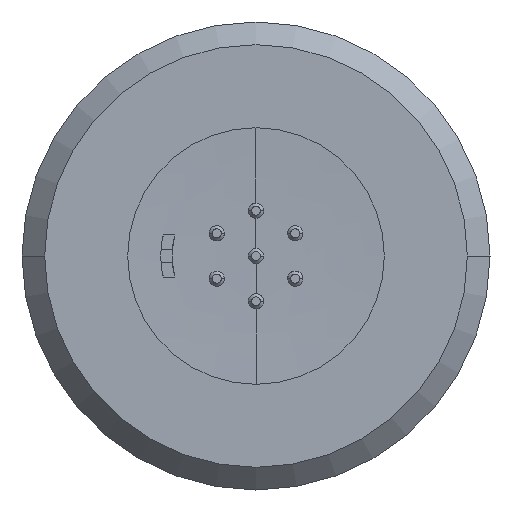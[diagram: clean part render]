
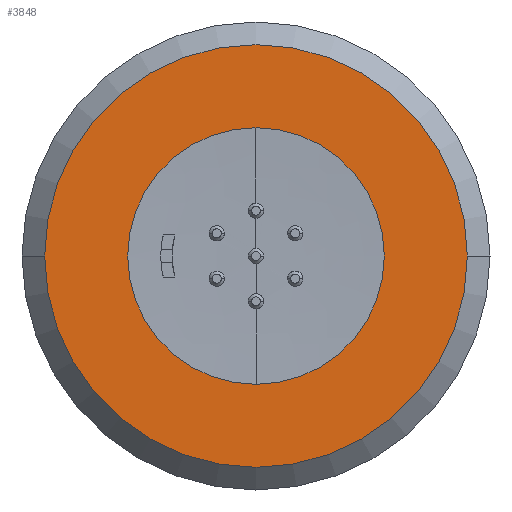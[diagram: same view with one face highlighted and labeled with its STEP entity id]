
A CAD part, left-side view. The second image highlights one B-rep face of the part: STEP entity #3848.
In plain terms, the highlighted planar face has unit normal (-1, 0, 0).
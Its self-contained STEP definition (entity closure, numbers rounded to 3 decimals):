
#562=CARTESIAN_POINT('',(-15.5,0.,0.));
#563=DIRECTION('',(1.,0.,0.));
#564=DIRECTION('',(0.,-1.,0.));
#565=AXIS2_PLACEMENT_3D('',#562,#563,#564);
#567=CARTESIAN_POINT('',(-15.5,0.,0.));
#568=DIRECTION('',(1.,0.,0.));
#569=DIRECTION('',(0.,0.,-1.));
#570=AXIS2_PLACEMENT_3D('',#567,#568,#569);
#572=CARTESIAN_POINT('',(-15.5,0.,0.));
#573=DIRECTION('',(1.,0.,0.));
#574=DIRECTION('',(0.,1.,0.));
#575=AXIS2_PLACEMENT_3D('',#572,#573,#574);
#577=CARTESIAN_POINT('',(-15.5,0.,0.));
#578=DIRECTION('',(1.,0.,0.));
#579=DIRECTION('',(0.,0.,1.));
#580=AXIS2_PLACEMENT_3D('',#577,#578,#579);
#582=CARTESIAN_POINT('',(-15.5,0.,0.));
#583=DIRECTION('',(-1.,0.,0.));
#584=DIRECTION('',(0.,-1.,0.));
#585=AXIS2_PLACEMENT_3D('',#582,#583,#584);
#587=CARTESIAN_POINT('',(-15.5,0.,0.));
#588=DIRECTION('',(-1.,0.,0.));
#589=DIRECTION('',(0.,1.,0.));
#590=AXIS2_PLACEMENT_3D('',#587,#588,#589);
#2691=CARTESIAN_POINT('',(-15.5,0.,7.));
#2692=CARTESIAN_POINT('',(-15.5,-7.,0.));
#2693=VERTEX_POINT('',#2691);
#2694=VERTEX_POINT('',#2692);
#2695=CARTESIAN_POINT('',(-15.5,7.,0.));
#2696=VERTEX_POINT('',#2695);
#2697=CARTESIAN_POINT('',(-15.5,0.,-7.));
#2698=VERTEX_POINT('',#2697);
#2699=CARTESIAN_POINT('',(-15.5,-4.25,0.));
#2700=CARTESIAN_POINT('',(-15.5,4.25,0.));
#2701=VERTEX_POINT('',#2699);
#2702=VERTEX_POINT('',#2700);
#3829=CARTESIAN_POINT('',(-15.5,0.,0.));
#3830=DIRECTION('',(1.,0.,0.));
#3831=DIRECTION('',(0.,-1.,0.));
#3832=AXIS2_PLACEMENT_3D('',#3829,#3830,#3831);
#3833=PLANE('',#3832);
#3835=ORIENTED_EDGE('',*,*,#3834,.T.);
#3837=ORIENTED_EDGE('',*,*,#3836,.T.);
#3838=ORIENTED_EDGE('',*,*,#3811,.T.);
#3839=ORIENTED_EDGE('',*,*,#3809,.T.);
#3840=EDGE_LOOP('',(#3835,#3837,#3838,#3839));
#3841=FACE_OUTER_BOUND('',#3840,.F.);
#3843=ORIENTED_EDGE('',*,*,#3842,.T.);
#3845=ORIENTED_EDGE('',*,*,#3844,.T.);
#3846=EDGE_LOOP('',(#3843,#3845));
#3847=FACE_BOUND('',#3846,.F.);
#566=CIRCLE('',#565,7.);
#571=CIRCLE('',#570,7.);
#576=CIRCLE('',#575,7.);
#581=CIRCLE('',#580,7.);
#586=CIRCLE('',#585,4.25);
#591=CIRCLE('',#590,4.25);
#3809=EDGE_CURVE('',#2693,#2694,#581,.T.);
#3811=EDGE_CURVE('',#2696,#2693,#576,.T.);
#3834=EDGE_CURVE('',#2694,#2698,#566,.T.);
#3836=EDGE_CURVE('',#2698,#2696,#571,.T.);
#3842=EDGE_CURVE('',#2701,#2702,#586,.T.);
#3844=EDGE_CURVE('',#2702,#2701,#591,.T.);
#3848=ADVANCED_FACE('',(#3841,#3847),#3833,.F.);
